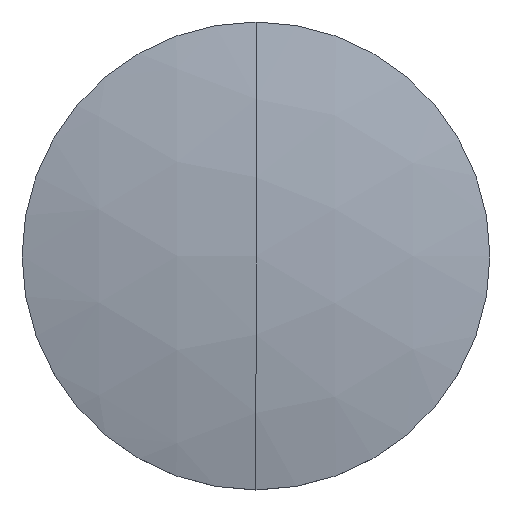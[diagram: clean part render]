
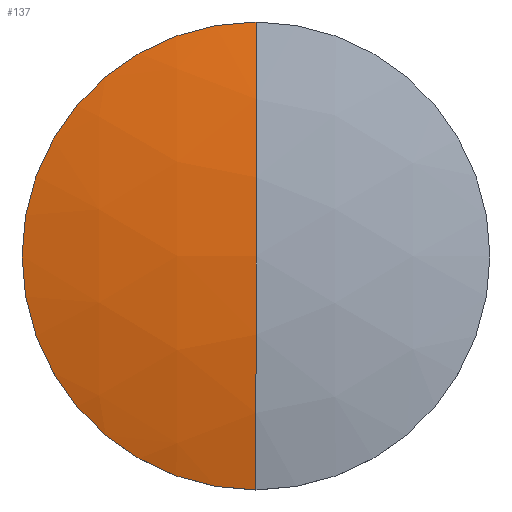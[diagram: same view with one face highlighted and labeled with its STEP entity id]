
A CAD part, top view. The second image highlights one B-rep face of the part: STEP entity #137.
In plain terms, the highlighted spherical face has radius 100.08 mm.
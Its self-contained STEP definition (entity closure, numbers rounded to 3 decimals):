
#14 = SPHERICAL_SURFACE ( 'NONE', #16, 100.08 ) ;
#16 = AXIS2_PLACEMENT_3D ( 'NONE', #18, #19, #17 ) ;
#17 = DIRECTION ( 'NONE',  ( 0., 1., 0. ) ) ;
#18 = CARTESIAN_POINT ( 'NONE',  ( 0., 0., -96.951 ) ) ;
#19 = DIRECTION ( 'NONE',  ( -1., 0., 0. ) ) ;
#28 = CARTESIAN_POINT ( 'NONE',  ( -25.4, 0., -0.148 ) ) ;
#106 = EDGE_LOOP ( 'NONE', ( #107, #131, #108, #139 ) ) ;
#107 = ORIENTED_EDGE ( 'NONE', *, *, #136, .T. ) ;
#108 = ORIENTED_EDGE ( 'NONE', *, *, #126, .T. ) ;
#110 = VERTEX_POINT ( 'NONE', #235 ) ;
#123 = EDGE_CURVE ( 'NONE', #138, #110, #278, .T. ) ;
#124 = VERTEX_POINT ( 'NONE', #272 ) ;
#126 = EDGE_CURVE ( 'NONE', #110, #127, #270, .T. ) ;
#127 = VERTEX_POINT ( 'NONE', #286 ) ;
#130 = EDGE_CURVE ( 'NONE', #124, #127, #291, .T. ) ;
#131 = ORIENTED_EDGE ( 'NONE', *, *, #123, .T. ) ;
#136 = EDGE_CURVE ( 'NONE', #124, #138, #318, .T. ) ;
#137 = ADVANCED_FACE ( 'NONE', ( #319 ), #14, .T. ) ;
#138 = VERTEX_POINT ( 'NONE', #28 ) ;
#139 = ORIENTED_EDGE ( 'NONE', *, *, #130, .F. ) ;
#235 = CARTESIAN_POINT ( 'NONE',  ( 0., -25.4, -0.148 ) ) ;
#266 = DIRECTION ( 'NONE',  ( 0., -1., 0. ) ) ;
#267 = DIRECTION ( 'NONE',  ( -1., 0., 0. ) ) ;
#268 = CARTESIAN_POINT ( 'NONE',  ( 0., 0., -96.951 ) ) ;
#269 = AXIS2_PLACEMENT_3D ( 'NONE', #268, #267, #266 ) ;
#270 = CIRCLE ( 'NONE', #269, 100.08 ) ;
#272 = CARTESIAN_POINT ( 'NONE',  ( 0., 25.4, -0.148 ) ) ;
#273 = DIRECTION ( 'NONE',  ( 1., 0., 0. ) ) ;
#276 = AXIS2_PLACEMENT_3D ( 'NONE', #280, #279, #273 ) ;
#278 = CIRCLE ( 'NONE', #276, 25.4 ) ;
#279 = DIRECTION ( 'NONE',  ( 0., 0., 1. ) ) ;
#280 = CARTESIAN_POINT ( 'NONE',  ( 0., 0., -0.148 ) ) ;
#285 = CARTESIAN_POINT ( 'NONE',  ( 0., 0., -96.951 ) ) ;
#286 = CARTESIAN_POINT ( 'NONE',  ( 0., 0., 3.129 ) ) ;
#288 = DIRECTION ( 'NONE',  ( 0., 0., -1. ) ) ;
#289 = DIRECTION ( 'NONE',  ( 1., 0., 0. ) ) ;
#290 = AXIS2_PLACEMENT_3D ( 'NONE', #285, #289, #288 ) ;
#291 = CIRCLE ( 'NONE', #290, 100.08 ) ;
#314 = DIRECTION ( 'NONE',  ( 1., 0., 0. ) ) ;
#315 = DIRECTION ( 'NONE',  ( 0., 0., 1. ) ) ;
#316 = CARTESIAN_POINT ( 'NONE',  ( 0., 0., -0.148 ) ) ;
#317 = AXIS2_PLACEMENT_3D ( 'NONE', #316, #315, #314 ) ;
#318 = CIRCLE ( 'NONE', #317, 25.4 ) ;
#319 = FACE_OUTER_BOUND ( 'NONE', #106, .T. ) ;
